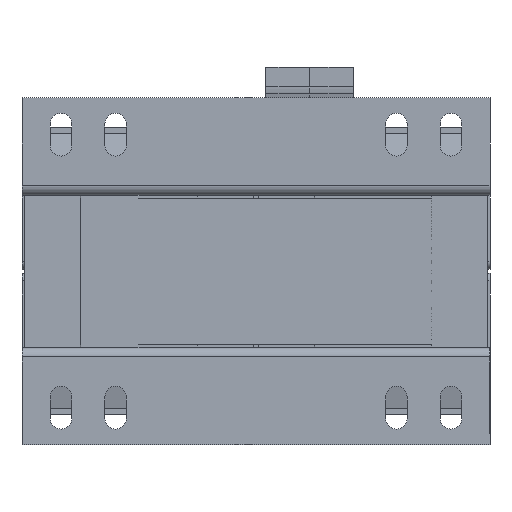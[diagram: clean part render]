
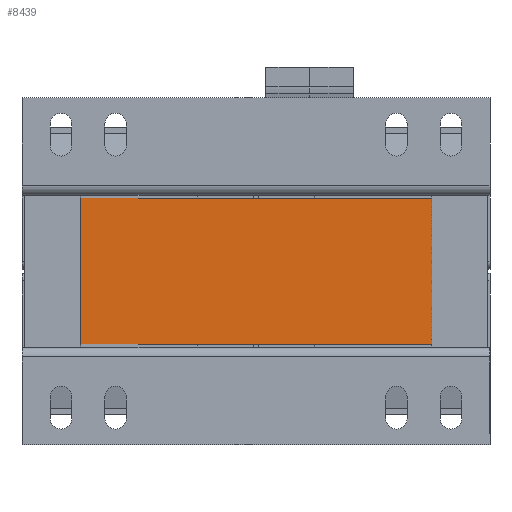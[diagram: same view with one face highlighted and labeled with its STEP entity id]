
A CAD part, front view. The second image highlights one B-rep face of the part: STEP entity #8439.
In plain terms, the highlighted planar face has unit normal (0, -1, 0).
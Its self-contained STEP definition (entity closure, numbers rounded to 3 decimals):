
#313 = VERTEX_POINT ( 'NONE', #12420 ) ;
#861 = VERTEX_POINT ( 'NONE', #4947 ) ;
#1384 = LINE ( 'NONE', #9213, #8732 ) ;
#1624 = VECTOR ( 'NONE', #16902, 1000. ) ;
#1709 = LINE ( 'NONE', #1836, #3066 ) ;
#1811 = DIRECTION ( 'NONE',  ( 1., 0., 0. ) ) ;
#1836 = CARTESIAN_POINT ( 'NONE',  ( -90., -150., 37.5 ) ) ;
#2574 = CARTESIAN_POINT ( 'NONE',  ( 90., -150., 37.5 ) ) ;
#2744 = EDGE_CURVE ( 'Defeature ausgef�hrt1_100+Defeature ausgef�hrt1_488+Defeature ausgef�hrt1_488+Defeature ausgef�hrt1_84', #3378, #4539, #18586, .T. ) ;
#2984 = EDGE_LOOP ( 'NONE', ( #11993, #16879, #4319, #12513, #8586, #14366, #6547, #7774, #5189, #14928 ) ) ;
#2999 = EDGE_CURVE ( 'Defeature ausgef�hrt1_488+Defeature ausgef�hrt1_480+Defeature ausgef�hrt1_87+Defeature ausgef�hrt1_97', #17730, #8204, #12827, .T. ) ;
#3066 = VECTOR ( 'NONE', #7751, 1000. ) ;
#3378 = VERTEX_POINT ( 'NONE', #15480 ) ;
#3612 = CARTESIAN_POINT ( 'NONE',  ( 90., -150., 37.5 ) ) ;
#3901 = VERTEX_POINT ( 'NONE', #7710 ) ;
#4319 = ORIENTED_EDGE ( 'NONE', *, *, #12439, .T. ) ;
#4539 = VERTEX_POINT ( 'NONE', #18039 ) ;
#4703 = VERTEX_POINT ( 'NONE', #18633 ) ;
#4867 = CARTESIAN_POINT ( 'NONE',  ( 90., -150., 37.5 ) ) ;
#4947 = CARTESIAN_POINT ( 'NONE',  ( -90., -150., 37.5 ) ) ;
#5189 = ORIENTED_EDGE ( 'NONE', *, *, #14898, .F. ) ;
#5415 = DIRECTION ( 'NONE',  ( 1., 0., 0. ) ) ;
#5742 = CARTESIAN_POINT ( 'NONE',  ( 90., -150., -37.5 ) ) ;
#6071 = LINE ( 'NONE', #5742, #18033 ) ;
#6278 = EDGE_CURVE ( 'Defeature ausgef�hrt1_94+Defeature ausgef�hrt1_488+Defeature ausgef�hrt1_89+Defeature ausgef�hrt1_100', #3901, #3378, #12174, .T. ) ;
#6547 = ORIENTED_EDGE ( 'NONE', *, *, #2744, .F. ) ;
#7536 = CARTESIAN_POINT ( 'NONE',  ( 90., -150., 37.5 ) ) ;
#7710 = CARTESIAN_POINT ( 'NONE',  ( -90., -150., 37.5 ) ) ;
#7751 = DIRECTION ( 'NONE',  ( 0., 0., -1. ) ) ;
#7774 = ORIENTED_EDGE ( 'NONE', *, *, #6278, .F. ) ;
#7928 = DIRECTION ( 'NONE',  ( 1., 0., 0. ) ) ;
#8204 = VERTEX_POINT ( 'NONE', #12254 ) ;
#8439 = ADVANCED_FACE ( 'Defeature ausgef�hrt1_488', ( #12847 ), #11415, .F. ) ;
#8586 = ORIENTED_EDGE ( 'NONE', *, *, #11033, .F. ) ;
#8658 = DIRECTION ( 'NONE',  ( 0., 0., 1. ) ) ;
#8732 = VECTOR ( 'NONE', #7928, 1000. ) ;
#9213 = CARTESIAN_POINT ( 'NONE',  ( 90., -150., 37.5 ) ) ;
#9505 = VECTOR ( 'NONE', #13862, 1000. ) ;
#9796 = CARTESIAN_POINT ( 'NONE',  ( 90., -150., -37.5 ) ) ;
#10486 = EDGE_CURVE ( 'Defeature ausgef�hrt1_488+Defeature ausgef�hrt1_87+Defeature ausgef�hrt1_478+Defeature ausgef�hrt1_480', #861, #17730, #1709, .T. ) ;
#10707 = DIRECTION ( 'NONE',  ( 1., 0., 0. ) ) ;
#10728 = VERTEX_POINT ( 'NONE', #2574 ) ;
#10983 = EDGE_CURVE ( 'Defeature ausgef�hrt1_84+Defeature ausgef�hrt1_488+Defeature ausgef�hrt1_100+Defeature ausgef�hrt1_39', #4539, #10728, #18210, .T. ) ;
#11033 = EDGE_CURVE ( 'Defeature ausgef�hrt1_39+Defeature ausgef�hrt1_488+Defeature ausgef�hrt1_84+Defeature ausgef�hrt1_85', #10728, #313, #12451, .T. ) ;
#11415 = PLANE ( 'NONE',  #14810 ) ;
#11735 = DIRECTION ( 'NONE',  ( 0., 1., 0. ) ) ;
#11993 = ORIENTED_EDGE ( 'NONE', *, *, #2999, .T. ) ;
#12174 = LINE ( 'NONE', #12317, #1624 ) ;
#12218 = DIRECTION ( 'NONE',  ( 1., 0., 0. ) ) ;
#12254 = CARTESIAN_POINT ( 'NONE',  ( -90., -150., -37.5 ) ) ;
#12317 = CARTESIAN_POINT ( 'NONE',  ( 90., -150., 37.5 ) ) ;
#12337 = CARTESIAN_POINT ( 'NONE',  ( -90., -150., -37.5 ) ) ;
#12420 = CARTESIAN_POINT ( 'NONE',  ( 90., -150., -37.5 ) ) ;
#12439 = EDGE_CURVE ( 'Defeature ausgef�hrt1_488+Defeature ausgef�hrt1_422+Defeature ausgef�hrt1_422+Defeature ausgef�hrt1_85', #18433, #4703, #6071, .T. ) ;
#12451 = LINE ( 'NONE', #4867, #9505 ) ;
#12513 = ORIENTED_EDGE ( 'NONE', *, *, #18411, .T. ) ;
#12827 = LINE ( 'NONE', #18919, #16316 ) ;
#12847 = FACE_OUTER_BOUND ( 'NONE', #2984, .T. ) ;
#12973 = DIRECTION ( 'NONE',  ( 1., 0., 0. ) ) ;
#13036 = DIRECTION ( 'NONE',  ( 1., 0., 0. ) ) ;
#13284 = LINE ( 'NONE', #18077, #14660 ) ;
#13382 = VECTOR ( 'NONE', #1811, 1000. ) ;
#13575 = CARTESIAN_POINT ( 'NONE',  ( -60.004, -150., -37.5 ) ) ;
#13862 = DIRECTION ( 'NONE',  ( 0., 0., -1. ) ) ;
#14366 = ORIENTED_EDGE ( 'NONE', *, *, #10983, .F. ) ;
#14523 = LINE ( 'NONE', #9796, #17975 ) ;
#14657 = VECTOR ( 'NONE', #12218, 1000. ) ;
#14660 = VECTOR ( 'NONE', #10707, 1000. ) ;
#14810 = AXIS2_PLACEMENT_3D ( 'NONE', #16193, #11735, #8658 ) ;
#14898 = EDGE_CURVE ( 'Defeature ausgef�hrt1_478+Defeature ausgef�hrt1_488+Defeature ausgef�hrt1_87+Defeature ausgef�hrt1_89', #861, #3901, #1384, .T. ) ;
#14928 = ORIENTED_EDGE ( 'NONE', *, *, #10486, .T. ) ;
#15480 = CARTESIAN_POINT ( 'NONE',  ( -60.001, -150., 37.5 ) ) ;
#16193 = CARTESIAN_POINT ( 'NONE',  ( 90., -150., 37.5 ) ) ;
#16275 = EDGE_CURVE ( 'Defeature ausgef�hrt1_488+Defeature ausgef�hrt1_97+Defeature ausgef�hrt1_480+Defeature ausgef�hrt1_422', #8204, #18433, #14523, .T. ) ;
#16316 = VECTOR ( 'NONE', #13036, 1000. ) ;
#16879 = ORIENTED_EDGE ( 'NONE', *, *, #16275, .T. ) ;
#16902 = DIRECTION ( 'NONE',  ( 1., 0., 0. ) ) ;
#17730 = VERTEX_POINT ( 'NONE', #12337 ) ;
#17975 = VECTOR ( 'NONE', #5415, 1000. ) ;
#18033 = VECTOR ( 'NONE', #12973, 1000. ) ;
#18039 = CARTESIAN_POINT ( 'NONE',  ( -60., -150., 37.5 ) ) ;
#18077 = CARTESIAN_POINT ( 'NONE',  ( 90., -150., -37.5 ) ) ;
#18210 = LINE ( 'NONE', #7536, #13382 ) ;
#18411 = EDGE_CURVE ( 'Defeature ausgef�hrt1_488+Defeature ausgef�hrt1_85+Defeature ausgef�hrt1_422+Defeature ausgef�hrt1_39', #4703, #313, #13284, .T. ) ;
#18433 = VERTEX_POINT ( 'NONE', #13575 ) ;
#18586 = LINE ( 'NONE', #3612, #14657 ) ;
#18633 = CARTESIAN_POINT ( 'NONE',  ( -60., -150., -37.5 ) ) ;
#18919 = CARTESIAN_POINT ( 'NONE',  ( 90., -150., -37.5 ) ) ;
